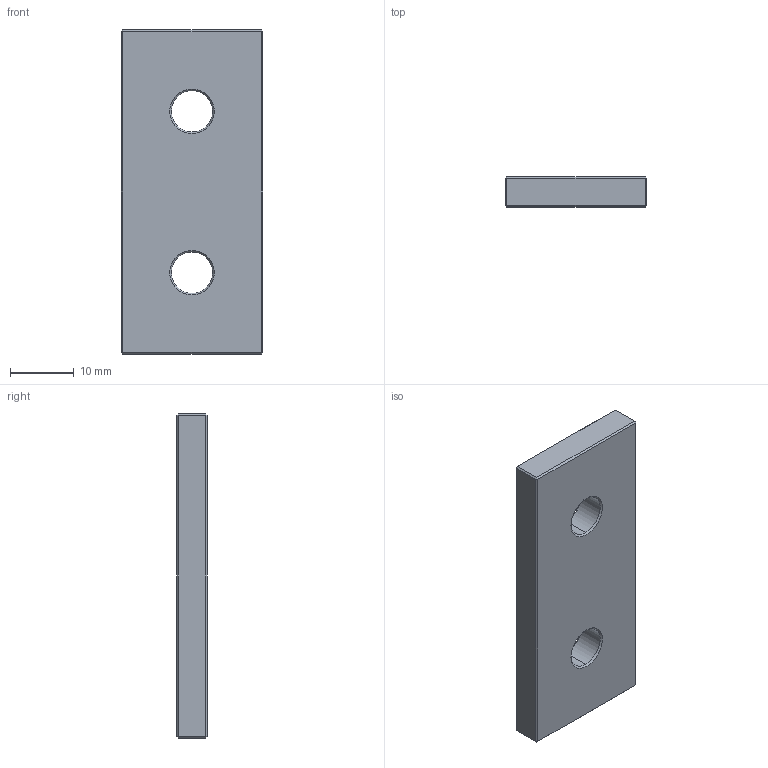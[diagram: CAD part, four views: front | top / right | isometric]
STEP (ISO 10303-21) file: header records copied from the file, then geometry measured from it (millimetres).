
FILE_DESCRIPTION (( 'STEP AP203' ), '1' );
FILE_NAME ('151044-10.step', '2025-04-29T17:04:08', ( '' ), ( '' ), 'SwSTEP 2.0', 'SolidWorks 2024', '' );
FILE_SCHEMA (( 'CONFIG_CONTROL_DESIGN' ));
Length unit declared in the file: millimetre
Products named in the file (1): 151044-10
Bounding box: 22.23 x 4.76 x 51 mm (x, y, z)
Volume: 5069.8 mm3; surface area: 2968.7 mm2
Topology: 1 solids, 1 shells, 38 faces, 76 edges, 40 vertices
Faces by surface type: plane 26, cone 8, cylinder 4
Entity records: 1025 total; most frequent: DIRECTION 170, CARTESIAN_POINT 155, ORIENTED_EDGE 152, EDGE_CURVE 76, VECTOR 60, LINE 60, AXIS2_PLACEMENT_3D 55, EDGE_LOOP 42
